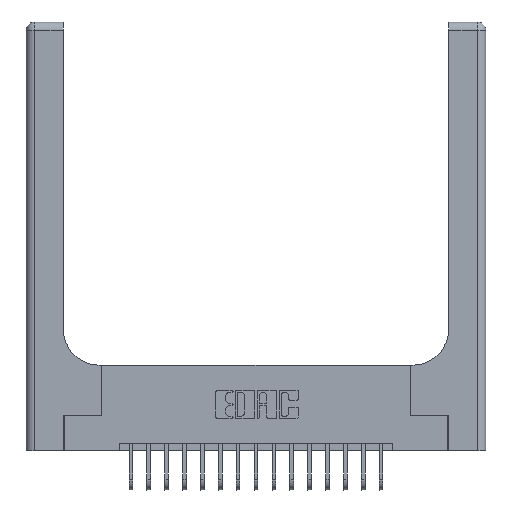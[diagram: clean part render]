
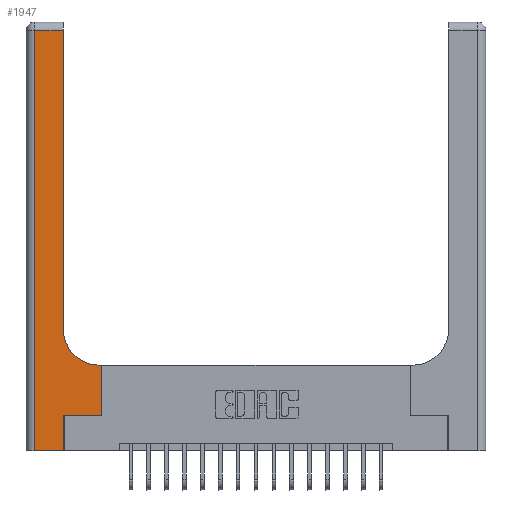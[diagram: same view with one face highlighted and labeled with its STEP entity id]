
A CAD part, top view. The second image highlights one B-rep face of the part: STEP entity #1947.
In plain terms, the highlighted planar face has unit normal (0, 0, 1).
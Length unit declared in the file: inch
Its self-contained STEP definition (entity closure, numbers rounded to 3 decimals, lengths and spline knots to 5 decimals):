
#111 = ORIENTED_EDGE ( 'NONE', *, *, #7344, .T. ) ;
#119 = CARTESIAN_POINT ( 'NONE',  ( 0., 3., 0.37 ) ) ;
#230 = VECTOR ( 'NONE', #19440, 39.37008 ) ;
#1180 = CARTESIAN_POINT ( 'NONE',  ( 0.26, 0.85, 0.37 ) ) ;
#1704 = VERTEX_POINT ( 'NONE', #1180 ) ;
#1947 = ADVANCED_FACE ( 'NONE', ( #20590 ), #20692, .F. ) ;
#2111 = CARTESIAN_POINT ( 'NONE',  ( 0.26, 2.94, 0.37 ) ) ;
#2321 = ORIENTED_EDGE ( 'NONE', *, *, #2502, .T. ) ;
#2423 = DIRECTION ( 'NONE',  ( 0., 1., 0. ) ) ;
#2502 = EDGE_CURVE ( 'NONE', #4364, #1704, #4299, .T. ) ;
#2730 = LINE ( 'NONE', #18663, #19780 ) ;
#2794 = ORIENTED_EDGE ( 'NONE', *, *, #17595, .T. ) ;
#2893 = VERTEX_POINT ( 'NONE', #18700 ) ;
#2902 = ORIENTED_EDGE ( 'NONE', *, *, #16485, .T. ) ;
#3236 = CARTESIAN_POINT ( 'NONE',  ( 0., 2.94, 0.37 ) ) ;
#3479 = EDGE_CURVE ( 'NONE', #14097, #13156, #4638, .T. ) ;
#3872 = CARTESIAN_POINT ( 'NONE',  ( 0.06, 0., 0.37 ) ) ;
#4099 = ORIENTED_EDGE ( 'NONE', *, *, #9983, .T. ) ;
#4183 = LINE ( 'NONE', #7450, #20177 ) ;
#4299 = CIRCLE ( 'NONE', #8327, 0.25 ) ;
#4364 = VERTEX_POINT ( 'NONE', #9843 ) ;
#4565 = VERTEX_POINT ( 'NONE', #2111 ) ;
#4638 = LINE ( 'NONE', #14241, #6180 ) ;
#5684 = DIRECTION ( 'NONE',  ( -1., 0., 0. ) ) ;
#5860 = CARTESIAN_POINT ( 'NONE',  ( 0.06, 2.94, 0.37 ) ) ;
#5968 = CARTESIAN_POINT ( 'NONE',  ( 0.528, 0.25, 0.37 ) ) ;
#6180 = VECTOR ( 'NONE', #7804, 39.37008 ) ;
#6246 = DIRECTION ( 'NONE',  ( 0., 0., -1. ) ) ;
#6499 = VERTEX_POINT ( 'NONE', #15416 ) ;
#6582 = VERTEX_POINT ( 'NONE', #7812 ) ;
#7045 = EDGE_LOOP ( 'NONE', ( #2902, #4099, #18308, #8266, #111, #15003, #2794, #19388, #2321 ) ) ;
#7344 = EDGE_CURVE ( 'NONE', #2893, #6582, #4183, .T. ) ;
#7450 = CARTESIAN_POINT ( 'NONE',  ( 0.265, 0., 0.37 ) ) ;
#7804 = DIRECTION ( 'NONE',  ( 0., -1., 0. ) ) ;
#7812 = CARTESIAN_POINT ( 'NONE',  ( 0.265, 0.25, 0.37 ) ) ;
#8266 = ORIENTED_EDGE ( 'NONE', *, *, #20204, .T. ) ;
#8327 = AXIS2_PLACEMENT_3D ( 'NONE', #18530, #12517, #9029 ) ;
#8654 = LINE ( 'NONE', #18670, #16732 ) ;
#9029 = DIRECTION ( 'NONE',  ( 1., 0., 0. ) ) ;
#9843 = CARTESIAN_POINT ( 'NONE',  ( 0.51, 0.6, 0.37 ) ) ;
#9983 = EDGE_CURVE ( 'NONE', #4565, #14097, #12646, .T. ) ;
#11288 = VECTOR ( 'NONE', #5684, 39.37008 ) ;
#11930 = LINE ( 'NONE', #18138, #11288 ) ;
#12312 = DIRECTION ( 'NONE',  ( 0., 1., 0. ) ) ;
#12428 = CARTESIAN_POINT ( 'NONE',  ( 0., 0., 0.37 ) ) ;
#12500 = DIRECTION ( 'NONE',  ( -1., 0., 0. ) ) ;
#12517 = DIRECTION ( 'NONE',  ( 0., 0., -1. ) ) ;
#12613 = EDGE_CURVE ( 'NONE', #6499, #4364, #11930, .T. ) ;
#12646 = LINE ( 'NONE', #3236, #14566 ) ;
#12931 = LINE ( 'NONE', #17567, #230 ) ;
#13156 = VERTEX_POINT ( 'NONE', #3872 ) ;
#13268 = VERTEX_POINT ( 'NONE', #5968 ) ;
#13523 = AXIS2_PLACEMENT_3D ( 'NONE', #119, #6246, #12500 ) ;
#14097 = VERTEX_POINT ( 'NONE', #5860 ) ;
#14241 = CARTESIAN_POINT ( 'NONE',  ( 0.06, 3., 0.37 ) ) ;
#14324 = DIRECTION ( 'NONE',  ( -1., 0., 0. ) ) ;
#14566 = VECTOR ( 'NONE', #14324, 39.37008 ) ;
#15003 = ORIENTED_EDGE ( 'NONE', *, *, #17049, .T. ) ;
#15288 = DIRECTION ( 'NONE',  ( 0., 1., 0. ) ) ;
#15416 = CARTESIAN_POINT ( 'NONE',  ( 0.528, 0.6, 0.37 ) ) ;
#15478 = LINE ( 'NONE', #12428, #18126 ) ;
#16485 = EDGE_CURVE ( 'NONE', #1704, #4565, #8654, .T. ) ;
#16732 = VECTOR ( 'NONE', #2423, 39.37008 ) ;
#17049 = EDGE_CURVE ( 'NONE', #6582, #13268, #12931, .T. ) ;
#17567 = CARTESIAN_POINT ( 'NONE',  ( 0.265, 0.25, 0.37 ) ) ;
#17595 = EDGE_CURVE ( 'NONE', #13268, #6499, #2730, .T. ) ;
#18126 = VECTOR ( 'NONE', #18640, 39.37008 ) ;
#18138 = CARTESIAN_POINT ( 'NONE',  ( 0.26, 0.6, 0.37 ) ) ;
#18308 = ORIENTED_EDGE ( 'NONE', *, *, #3479, .T. ) ;
#18530 = CARTESIAN_POINT ( 'NONE',  ( 0.51, 0.85, 0.37 ) ) ;
#18640 = DIRECTION ( 'NONE',  ( 1., 0., 0. ) ) ;
#18663 = CARTESIAN_POINT ( 'NONE',  ( 0.528, 0.25, 0.37 ) ) ;
#18670 = CARTESIAN_POINT ( 'NONE',  ( 0.26, 3., 0.37 ) ) ;
#18700 = CARTESIAN_POINT ( 'NONE',  ( 0.265, 0., 0.37 ) ) ;
#19388 = ORIENTED_EDGE ( 'NONE', *, *, #12613, .T. ) ;
#19440 = DIRECTION ( 'NONE',  ( 1., 0., 0. ) ) ;
#19780 = VECTOR ( 'NONE', #15288, 39.37008 ) ;
#20177 = VECTOR ( 'NONE', #12312, 39.37008 ) ;
#20204 = EDGE_CURVE ( 'NONE', #13156, #2893, #15478, .T. ) ;
#20590 = FACE_OUTER_BOUND ( 'NONE', #7045, .T. ) ;
#20692 = PLANE ( 'NONE',  #13523 ) ;
